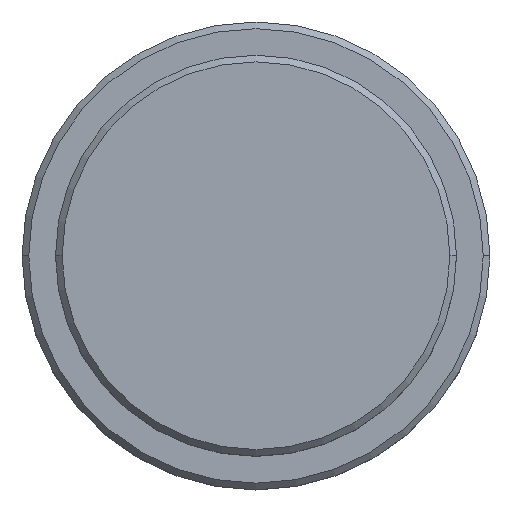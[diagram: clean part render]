
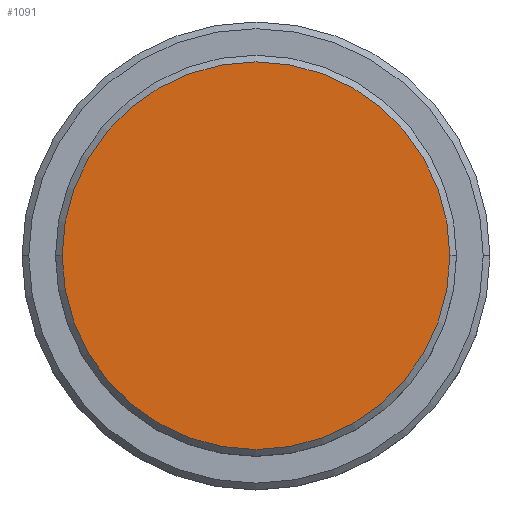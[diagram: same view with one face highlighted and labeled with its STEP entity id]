
A CAD part, top view. The second image highlights one B-rep face of the part: STEP entity #1091.
In plain terms, the highlighted planar face has unit normal (0, 0, 1).
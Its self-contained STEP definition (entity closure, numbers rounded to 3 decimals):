
#33 = AXIS2_PLACEMENT_3D ( 'NONE', #1048, #465, #686 ) ;
#98 = CIRCLE ( 'NONE', #1085, 14.5 ) ;
#242 = ORIENTED_EDGE ( 'NONE', *, *, #643, .T. ) ;
#249 = VERTEX_POINT ( 'NONE', #331 ) ;
#305 = CARTESIAN_POINT ( 'NONE',  ( 14.5, 0., 0. ) ) ;
#316 = DIRECTION ( 'NONE',  ( 1., 0., 0. ) ) ;
#331 = CARTESIAN_POINT ( 'NONE',  ( -14.5, 0., 0. ) ) ;
#428 = PLANE ( 'NONE',  #841 ) ;
#436 = FACE_OUTER_BOUND ( 'NONE', #1131, .T. ) ;
#465 = DIRECTION ( 'NONE',  ( 0., 0., 1. ) ) ;
#551 = VERTEX_POINT ( 'NONE', #305 ) ;
#630 = CIRCLE ( 'NONE', #33, 14.5 ) ;
#643 = EDGE_CURVE ( 'NONE', #551, #249, #98, .T. ) ;
#686 = DIRECTION ( 'NONE',  ( 1., 0., 0. ) ) ;
#738 = EDGE_CURVE ( 'NONE', #249, #551, #630, .T. ) ;
#841 = AXIS2_PLACEMENT_3D ( 'NONE', #1306, #989, #1416 ) ;
#873 = CARTESIAN_POINT ( 'NONE',  ( 0., 0., 0. ) ) ;
#989 = DIRECTION ( 'NONE',  ( 0., 0., 1. ) ) ;
#1048 = CARTESIAN_POINT ( 'NONE',  ( 0., 0., 0. ) ) ;
#1085 = AXIS2_PLACEMENT_3D ( 'NONE', #873, #1094, #316 ) ;
#1091 = ADVANCED_FACE ( 'NONE', ( #436 ), #428, .T. ) ;
#1094 = DIRECTION ( 'NONE',  ( 0., 0., 1. ) ) ;
#1131 = EDGE_LOOP ( 'NONE', ( #1282, #242 ) ) ;
#1282 = ORIENTED_EDGE ( 'NONE', *, *, #738, .T. ) ;
#1306 = CARTESIAN_POINT ( 'NONE',  ( 0., 0., 0. ) ) ;
#1416 = DIRECTION ( 'NONE',  ( 1., 0., 0. ) ) ;
